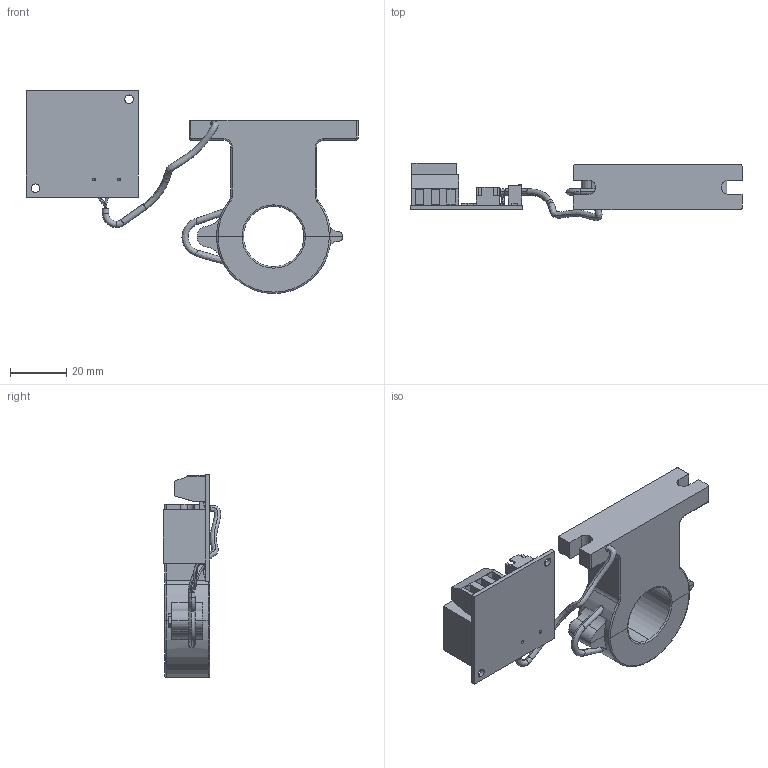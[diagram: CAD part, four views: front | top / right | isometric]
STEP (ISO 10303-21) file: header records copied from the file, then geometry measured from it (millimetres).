
FILE_DESCRIPTION (( 'STEP AP214' ), '1' );
FILE_NAME ('SRCN-C227-C3_3D.STEP', '2022-08-02T22:03:12', ( '' ), ( '' ), 'SwSTEP 2.0', 'SolidWorks 2021', '' );
FILE_SCHEMA (( 'AUTOMOTIVE_DESIGN' ));
Length unit declared in the file: inch
Products named in the file (1): SRCN-C227-C3_3D
Bounding box: 118.16 x 20.42 x 72.33 mm (x, y, z)
Volume: 38636.2 mm3; surface area: 15880.5 mm2
Topology: 2 solids, 2 shells, 420 faces, 1090 edges, 706 vertices
Faces by surface type: plane 297, cylinder 78, torus 30, bspline 15
Entity records: 20450 total; most frequent: CARTESIAN_POINT 4685, ORIENTED_EDGE 2180, DIRECTION 2134, EDGE_CURVE 1090, LINE 800, VECTOR 800, VERTEX_POINT 706, AXIS2_PLACEMENT_3D 667
